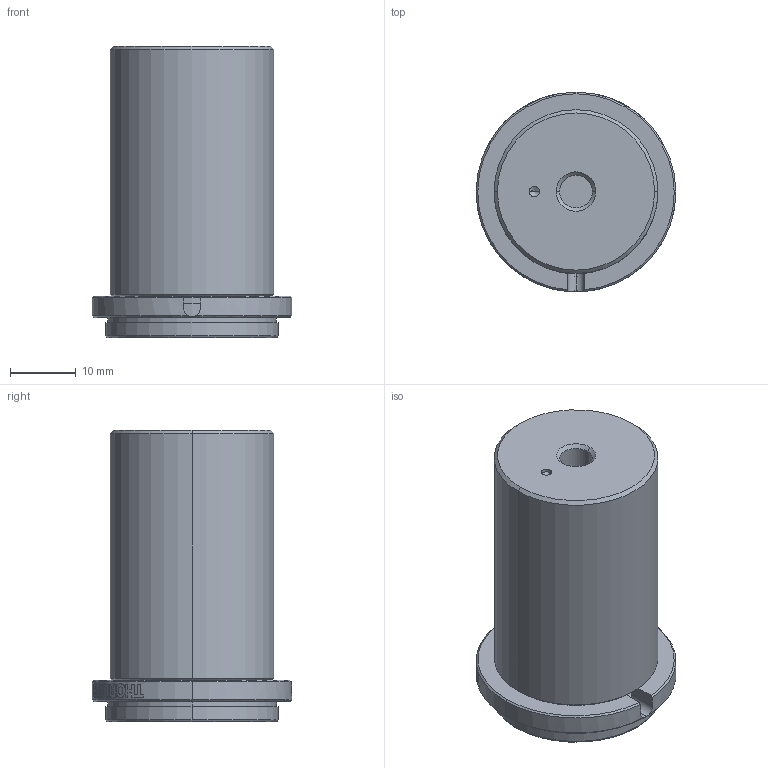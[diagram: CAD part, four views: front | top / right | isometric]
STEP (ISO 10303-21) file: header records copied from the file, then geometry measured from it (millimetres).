
FILE_DESCRIPTION (( 'STEP AP214' ), '1' );
FILE_NAME ('TTN200612-E0W.STEP', '2021-09-07T11:30:52', ( '' ), ( '' ), 'SwSTEP 2.0', 'SolidWorks 2018', '' );
FILE_SCHEMA (( 'AUTOMOTIVE_DESIGN' ));
Length unit declared in the file: inch
Products named in the file (1): TTN200612-E0W
Bounding box: 30.48 x 30.47 x 44.45 mm (x, y, z)
Volume: 20411.8 mm3; surface area: 16046.2 mm2
Topology: 5 solids, 5 shells, 791 faces, 1790 edges, 1036 vertices
Faces by surface type: torus 288, cylinder 209, bspline 144, plane 111, cone 39
Entity records: 41048 total; most frequent: CARTESIAN_POINT 13723, ORIENTED_EDGE 3572, DIRECTION 3555, EDGE_CURVE 1786, AXIS2_PLACEMENT_3D 1598, VERTEX_POINT 1036, CIRCLE 950, EDGE_LOOP 832
